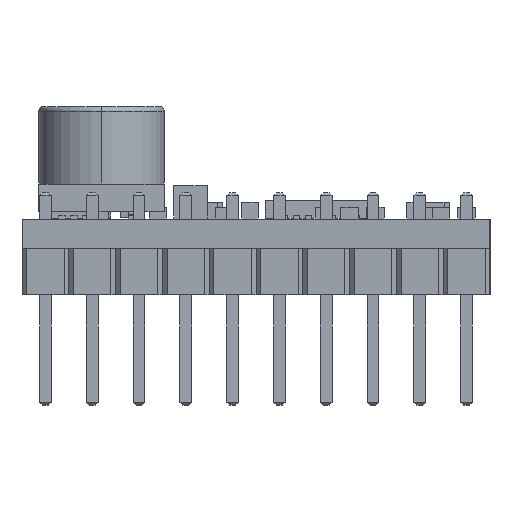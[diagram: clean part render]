
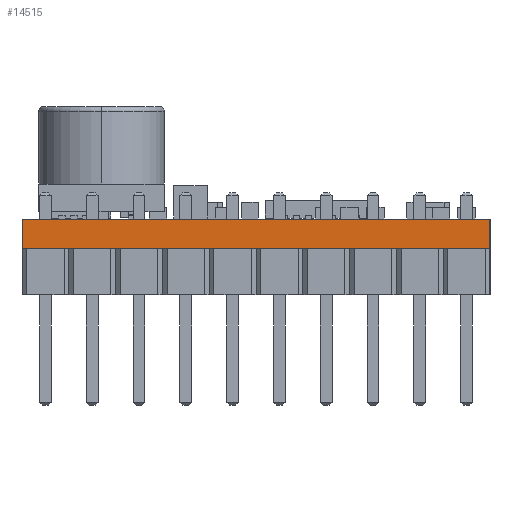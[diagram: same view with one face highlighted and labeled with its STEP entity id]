
A CAD part, left-side view. The second image highlights one B-rep face of the part: STEP entity #14515.
In plain terms, the highlighted planar face has unit normal (-1, 0, 0).
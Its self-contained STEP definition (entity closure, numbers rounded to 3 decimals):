
#9107 = EDGE_CURVE('',#9108,#9110,#9112,.T.);
#9108 = VERTEX_POINT('',#9109);
#9109 = CARTESIAN_POINT('',(0.,25.4,1.575));
#9110 = VERTEX_POINT('',#9111);
#9111 = CARTESIAN_POINT('',(0.,0.,1.575));
#9112 = LINE('',#9113,#9114);
#9113 = CARTESIAN_POINT('',(0.,25.4,1.575));
#9114 = VECTOR('',#9115,1.);
#9115 = DIRECTION('',(0.,-1.,0.));
#12339 = EDGE_CURVE('',#12340,#12342,#12344,.T.);
#12340 = VERTEX_POINT('',#12341);
#12341 = CARTESIAN_POINT('',(0.,25.4,0.));
#12342 = VERTEX_POINT('',#12343);
#12343 = CARTESIAN_POINT('',(0.,0.,0.));
#12344 = LINE('',#12345,#12346);
#12345 = CARTESIAN_POINT('',(0.,25.4,0.));
#12346 = VECTOR('',#12347,1.);
#12347 = DIRECTION('',(0.,-1.,0.));
#14515 = ADVANCED_FACE('',(#14516),#14532,.F.);
#14516 = FACE_BOUND('',#14517,.T.);
#14517 = EDGE_LOOP('',(#14518,#14519,#14525,#14526));
#14518 = ORIENTED_EDGE('',*,*,#12339,.T.);
#14519 = ORIENTED_EDGE('',*,*,#14520,.F.);
#14520 = EDGE_CURVE('',#9110,#12342,#14521,.T.);
#14521 = LINE('',#14522,#14523);
#14522 = CARTESIAN_POINT('',(0.,0.,1.575));
#14523 = VECTOR('',#14524,1.);
#14524 = DIRECTION('',(-0.,-0.,-1.));
#14525 = ORIENTED_EDGE('',*,*,#9107,.F.);
#14526 = ORIENTED_EDGE('',*,*,#14527,.T.);
#14527 = EDGE_CURVE('',#9108,#12340,#14528,.T.);
#14528 = LINE('',#14529,#14530);
#14529 = CARTESIAN_POINT('',(0.,25.4,1.575));
#14530 = VECTOR('',#14531,1.);
#14531 = DIRECTION('',(-0.,-0.,-1.));
#14532 = PLANE('',#14533);
#14533 = AXIS2_PLACEMENT_3D('',#14534,#14535,#14536);
#14534 = CARTESIAN_POINT('',(0.,25.4,1.575));
#14535 = DIRECTION('',(1.,0.,-0.));
#14536 = DIRECTION('',(-0.,0.,-1.));
